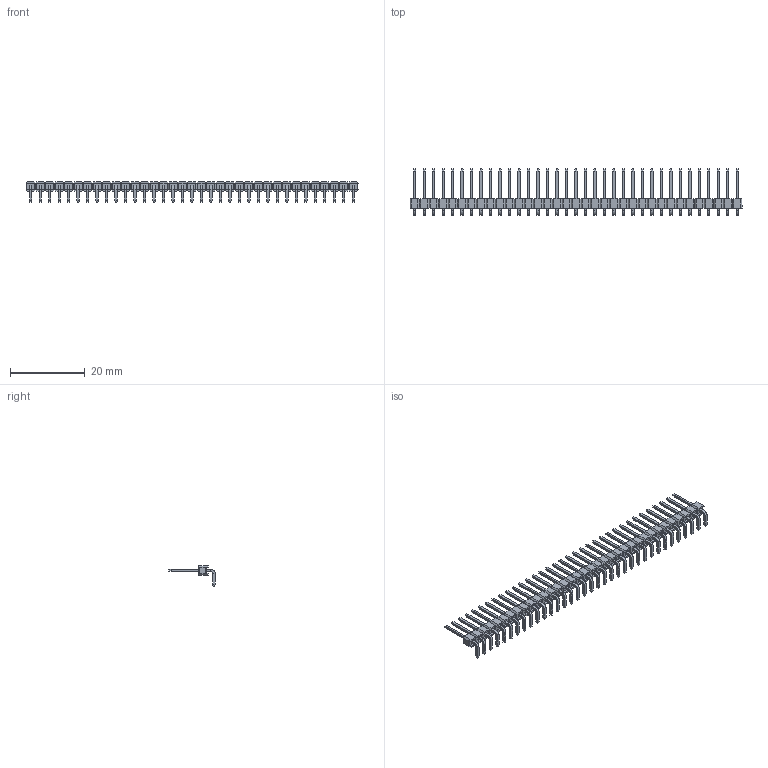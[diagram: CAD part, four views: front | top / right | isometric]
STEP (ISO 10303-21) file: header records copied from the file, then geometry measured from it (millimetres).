
FILE_DESCRIPTION (( 'STEP AP214' ), '1' );
FILE_NAME ('1x35 Male Pin Header Angle.STEP', '2021-11-12T11:30:58', ( 'M.B.I.' ), ( '' ), 'SwSTEP 2.0', '', '' );
FILE_SCHEMA (( 'AUTOMOTIVE_DESIGN' ));
Length unit declared in the file: millimetre
Products named in the file (1): 1x35 Male Pin Header Angle
Bounding box: 88.91 x 12.36 x 5.5 mm (x, y, z)
Volume: 644.9 mm3; surface area: 2716 mm2
Topology: 51 solids, 51 shells, 1738 faces, 4214 edges, 2578 vertices
Faces by surface type: plane 1668, cylinder 70
Entity records: 49530 total; most frequent: CARTESIAN_POINT 8531, ORIENTED_EDGE 8428, DIRECTION 7832, EDGE_CURVE 4214, VECTOR 4074, LINE 4074, VERTEX_POINT 2578, AXIS2_PLACEMENT_3D 1879
